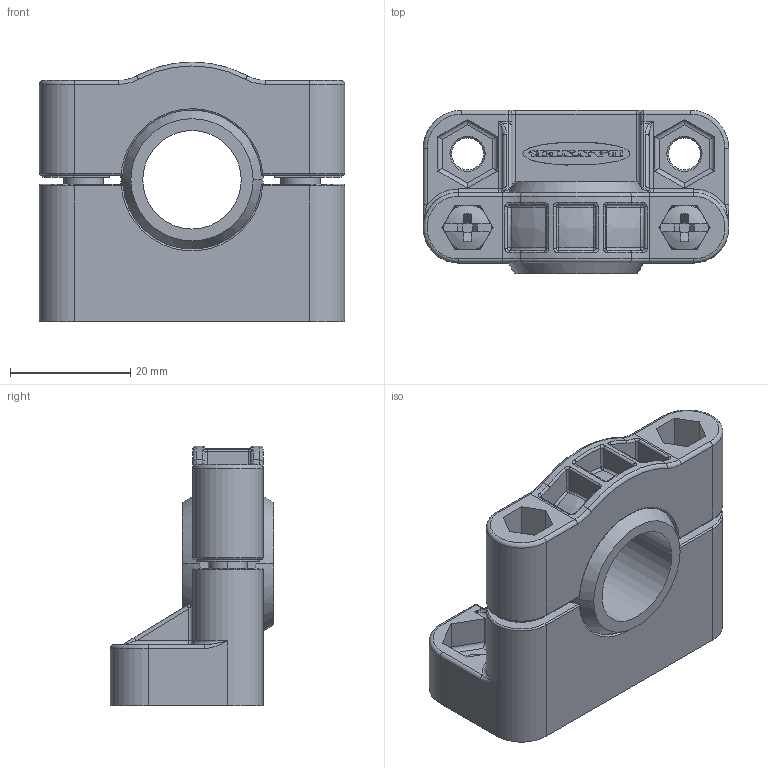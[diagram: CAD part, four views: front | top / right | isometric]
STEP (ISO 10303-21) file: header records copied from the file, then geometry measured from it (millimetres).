
FILE_DESCRIPTION((''),'2;1');
FILE_NAME('141617_SW','2008-08-12T',('banengservice'),('BANNER ENGINEERING'),'PRO/ENGINEER BY PARAMETRIC TECHNOLOGY CORPORATION, 2006170','PRO/ENGINEER BY PARAMETRIC TECHNOLOGY CORPORATION, 2006170','');
FILE_SCHEMA(('CONFIG_CONTROL_DESIGN'));
Length unit declared in the file: inch
Products named in the file (1): 141617_SW
Bounding box: 50.8 x 27.18 x 43.18 mm (x, y, z)
Volume: 21076.5 mm3; surface area: 14821.2 mm2
Topology: 2 solids, 2 shells, 736 faces, 1868 edges, 1165 vertices
Faces by surface type: plane 257, cylinder 249, torus 102, sphere 59, bspline 50, cone 12, extrusion 7
Entity records: 26733 total; most frequent: CARTESIAN_POINT 9220, ORIENTED_EDGE 3732, DIRECTION 3597, EDGE_CURVE 1866, AXIS2_PLACEMENT_3D 1363, VERTEX_POINT 1165, VECTOR 871, LINE 864
